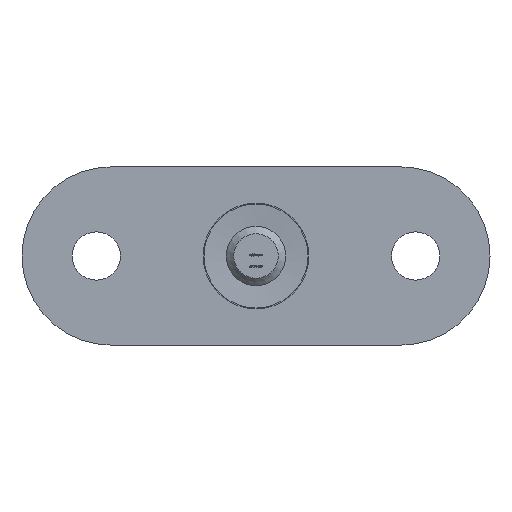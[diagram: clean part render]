
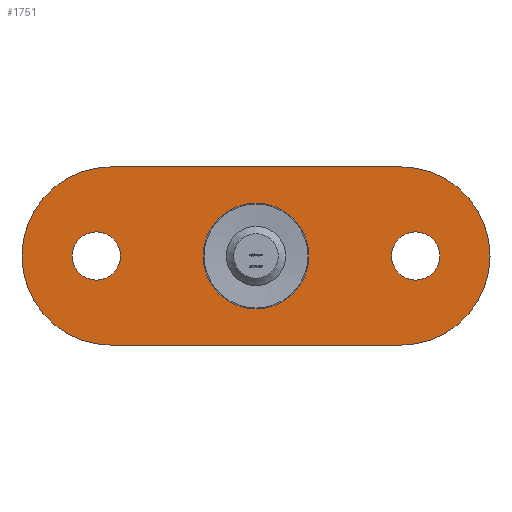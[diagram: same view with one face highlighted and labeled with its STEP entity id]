
A CAD part, front view. The second image highlights one B-rep face of the part: STEP entity #1751.
In plain terms, the highlighted planar face has unit normal (0, -1, 0).
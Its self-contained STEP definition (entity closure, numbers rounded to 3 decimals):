
#73 = DIRECTION ( 'NONE',  ( 0., -1., 0. ) ) ;
#146 = EDGE_CURVE ( 'NONE', #11327, #4645, #4345, .T. ) ;
#286 = CIRCLE ( 'NONE', #11492, 12. ) ;
#546 = AXIS2_PLACEMENT_3D ( 'NONE', #12848, #1048, #7573 ) ;
#886 = EDGE_CURVE ( 'NONE', #4645, #5282, #286, .T. ) ;
#1048 = DIRECTION ( 'NONE',  ( 0., 1., 0. ) ) ;
#1461 = DIRECTION ( 'NONE',  ( 0., 0., 1. ) ) ;
#1583 = VERTEX_POINT ( 'NONE', #3445 ) ;
#1751 = ADVANCED_FACE ( 'NONE', ( #8015, #2648, #13389, #5336 ), #7747, .F. ) ;
#2103 = CIRCLE ( 'NONE', #10352, 7.1 ) ;
#2236 = DIRECTION ( 'NONE',  ( 0., -1., 0. ) ) ;
#2501 = AXIS2_PLACEMENT_3D ( 'NONE', #6720, #13080, #6675 ) ;
#2648 = FACE_BOUND ( 'NONE', #3534, .T. ) ;
#2690 = AXIS2_PLACEMENT_3D ( 'NONE', #3424, #10831, #8747 ) ;
#2776 = DIRECTION ( 'NONE',  ( 0., 0., 1. ) ) ;
#2935 = EDGE_LOOP ( 'NONE', ( #9657 ) ) ;
#2937 = CIRCLE ( 'NONE', #4718, 12. ) ;
#3424 = CARTESIAN_POINT ( 'NONE',  ( -12., 0., 31.5 ) ) ;
#3445 = CARTESIAN_POINT ( 'NONE',  ( 0., 0., -31.5 ) ) ;
#3500 = AXIS2_PLACEMENT_3D ( 'NONE', #3723, #3862, #12395 ) ;
#3534 = EDGE_LOOP ( 'NONE', ( #7869 ) ) ;
#3550 = CARTESIAN_POINT ( 'NONE',  ( 12., 0., 31.5 ) ) ;
#3592 = EDGE_LOOP ( 'NONE', ( #11353 ) ) ;
#3723 = CARTESIAN_POINT ( 'NONE',  ( 0., 0., 19.5 ) ) ;
#3862 = DIRECTION ( 'NONE',  ( 0., -1., 0. ) ) ;
#4151 = CARTESIAN_POINT ( 'NONE',  ( -12., 0., 31.5 ) ) ;
#4173 = CARTESIAN_POINT ( 'NONE',  ( 0., 0., 31.5 ) ) ;
#4265 = CARTESIAN_POINT ( 'NONE',  ( 0., 0., -18.25 ) ) ;
#4298 = DIRECTION ( 'NONE',  ( 0., 0., -1. ) ) ;
#4345 = CIRCLE ( 'NONE', #3500, 12. ) ;
#4453 = VERTEX_POINT ( 'NONE', #4265 ) ;
#4645 = VERTEX_POINT ( 'NONE', #4173 ) ;
#4718 = AXIS2_PLACEMENT_3D ( 'NONE', #4920, #11034, #2776 ) ;
#4812 = EDGE_CURVE ( 'NONE', #6120, #6120, #2103, .T. ) ;
#4920 = CARTESIAN_POINT ( 'NONE',  ( 0., 0., -19.5 ) ) ;
#4959 = VECTOR ( 'NONE', #12182, 1000. ) ;
#5282 = VERTEX_POINT ( 'NONE', #7712 ) ;
#5336 = FACE_OUTER_BOUND ( 'NONE', #13328, .T. ) ;
#5408 = CARTESIAN_POINT ( 'NONE',  ( 0., 0., 0. ) ) ;
#5436 = LINE ( 'NONE', #4151, #10950 ) ;
#5761 = ORIENTED_EDGE ( 'NONE', *, *, #12677, .F. ) ;
#5935 = CIRCLE ( 'NONE', #546, 3.25 ) ;
#6120 = VERTEX_POINT ( 'NONE', #9533 ) ;
#6445 = DIRECTION ( 'NONE',  ( 0., 0., -1. ) ) ;
#6675 = DIRECTION ( 'NONE',  ( 0., 0., 1. ) ) ;
#6720 = CARTESIAN_POINT ( 'NONE',  ( 0., 0., -19.5 ) ) ;
#6784 = DIRECTION ( 'NONE',  ( 0., 1., 0. ) ) ;
#6868 = CARTESIAN_POINT ( 'NONE',  ( 12., 0., 19.5 ) ) ;
#7478 = ORIENTED_EDGE ( 'NONE', *, *, #886, .T. ) ;
#7572 = CARTESIAN_POINT ( 'NONE',  ( 0., 0., 24.75 ) ) ;
#7573 = DIRECTION ( 'NONE',  ( 0., 0., 1. ) ) ;
#7712 = CARTESIAN_POINT ( 'NONE',  ( -12., 0., 19.5 ) ) ;
#7747 = PLANE ( 'NONE',  #2690 ) ;
#7811 = VERTEX_POINT ( 'NONE', #7572 ) ;
#7835 = LINE ( 'NONE', #3550, #4959 ) ;
#7869 = ORIENTED_EDGE ( 'NONE', *, *, #13207, .T. ) ;
#8015 = FACE_BOUND ( 'NONE', #2935, .T. ) ;
#8642 = CIRCLE ( 'NONE', #2501, 12. ) ;
#8715 = ORIENTED_EDGE ( 'NONE', *, *, #12649, .T. ) ;
#8747 = DIRECTION ( 'NONE',  ( 0., 0., 1. ) ) ;
#8864 = EDGE_CURVE ( 'NONE', #7811, #7811, #5935, .T. ) ;
#9197 = CARTESIAN_POINT ( 'NONE',  ( -12., 0., -19.5 ) ) ;
#9398 = EDGE_CURVE ( 'NONE', #5282, #12342, #5436, .T. ) ;
#9533 = CARTESIAN_POINT ( 'NONE',  ( 0., 0., -7.1 ) ) ;
#9657 = ORIENTED_EDGE ( 'NONE', *, *, #4812, .F. ) ;
#9675 = CARTESIAN_POINT ( 'NONE',  ( 0., 0., 19.5 ) ) ;
#10352 = AXIS2_PLACEMENT_3D ( 'NONE', #5408, #73, #6445 ) ;
#10698 = CARTESIAN_POINT ( 'NONE',  ( 12., 0., -19.5 ) ) ;
#10732 = ORIENTED_EDGE ( 'NONE', *, *, #146, .T. ) ;
#10831 = DIRECTION ( 'NONE',  ( 0., 1., 0. ) ) ;
#10936 = AXIS2_PLACEMENT_3D ( 'NONE', #13198, #6784, #1461 ) ;
#10950 = VECTOR ( 'NONE', #4298, 1000. ) ;
#10974 = ORIENTED_EDGE ( 'NONE', *, *, #13129, .T. ) ;
#11034 = DIRECTION ( 'NONE',  ( 0., -1., 0. ) ) ;
#11327 = VERTEX_POINT ( 'NONE', #6868 ) ;
#11353 = ORIENTED_EDGE ( 'NONE', *, *, #8864, .T. ) ;
#11492 = AXIS2_PLACEMENT_3D ( 'NONE', #9675, #2236, #11843 ) ;
#11843 = DIRECTION ( 'NONE',  ( 0., 0., 1. ) ) ;
#12080 = VERTEX_POINT ( 'NONE', #10698 ) ;
#12091 = ORIENTED_EDGE ( 'NONE', *, *, #9398, .T. ) ;
#12182 = DIRECTION ( 'NONE',  ( 0., 0., -1. ) ) ;
#12342 = VERTEX_POINT ( 'NONE', #9197 ) ;
#12395 = DIRECTION ( 'NONE',  ( 0., 0., 1. ) ) ;
#12649 = EDGE_CURVE ( 'NONE', #12342, #1583, #8642, .T. ) ;
#12677 = EDGE_CURVE ( 'NONE', #11327, #12080, #7835, .T. ) ;
#12848 = CARTESIAN_POINT ( 'NONE',  ( 0., 0., 21.5 ) ) ;
#13080 = DIRECTION ( 'NONE',  ( 0., -1., 0. ) ) ;
#13129 = EDGE_CURVE ( 'NONE', #1583, #12080, #2937, .T. ) ;
#13198 = CARTESIAN_POINT ( 'NONE',  ( 0., 0., -21.5 ) ) ;
#13207 = EDGE_CURVE ( 'NONE', #4453, #4453, #13858, .T. ) ;
#13328 = EDGE_LOOP ( 'NONE', ( #8715, #10974, #5761, #10732, #7478, #12091 ) ) ;
#13389 = FACE_BOUND ( 'NONE', #3592, .T. ) ;
#13858 = CIRCLE ( 'NONE', #10936, 3.25 ) ;
